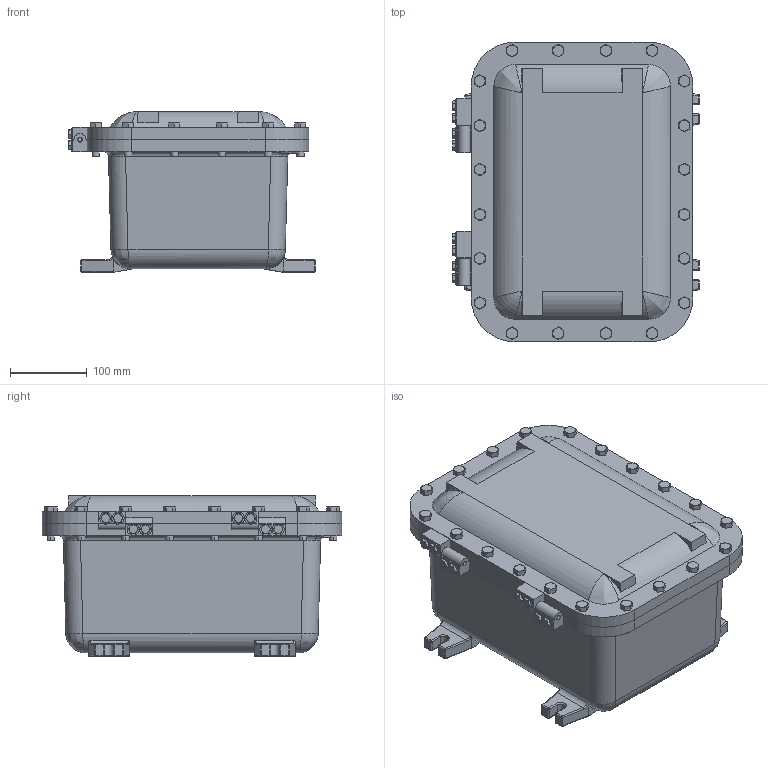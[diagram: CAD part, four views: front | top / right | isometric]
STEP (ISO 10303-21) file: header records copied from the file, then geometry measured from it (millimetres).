
FILE_DESCRIPTION (( 'STEP AP203' ), '1' );
FILE_NAME ('XCE 081206 N4.STEP', '2017-02-15T21:13:53', ( 'user' ), ( 'Microsoft' ), 'SwSTEP 2.0', 'SolidWorks 2016', '' );
FILE_SCHEMA (( 'CONFIG_CONTROL_DESIGN' ));
Length unit declared in the file: inch
Products named in the file (16): 5471-10; XCE 081206 BOX (4874-2M); 16862; 4875-G; 4834-1; 4834-2; 5221-2; 2-13; 4834-1L; 2-506; 4834-1S; 2-198; 1-224_HBOLT 0.3750-16x1.5x1.5-NZYD; 5264-10; XCE 081206 N4; 4363
Assembly tree (60 placements, depth 3):
  XCE 081206 N4
    XCE 081206 BOX (4874-2M)
    4875-G
    4834-2  x2
    2-13  x8
    2-506  x8
    16862
      2-198  x4
      5264-10  x4
      4363  x4
      5471-10
    4834-1L
      4834-1
      5221-2
    4834-1S
      4834-1
      5221-2
    1-224_HBOLT 0.3750-16x1.5x1.5-NZYD  x20
Bounding box: 321.57 x 390.52 x 209.61 mm (x, y, z)
Volume: 6504144.8 mm3; surface area: 1004680 mm2
Topology: 57 solids, 57 shells, 1505 faces, 3592 edges, 2225 vertices
Faces by surface type: plane 559, cylinder 506, cone 234, bspline 136, sphere 36, torus 34
Entity records: 28285 total; most frequent: CARTESIAN_POINT 9300, DIRECTION 3368, ORIENTED_EDGE 3322, EDGE_CURVE 1661, AXIS2_PLACEMENT_3D 1288, VERTEX_POINT 1038, EDGE_LOOP 819, LINE 792
